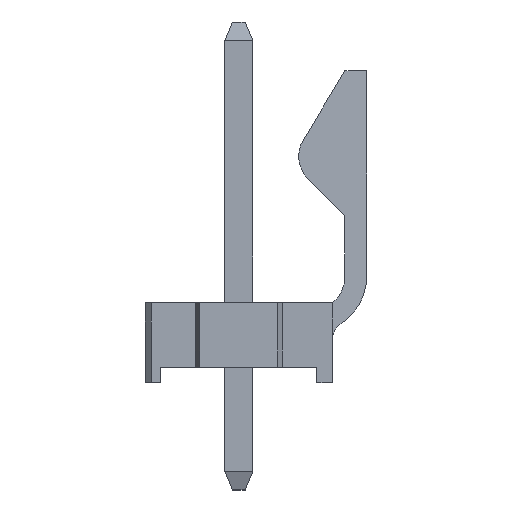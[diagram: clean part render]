
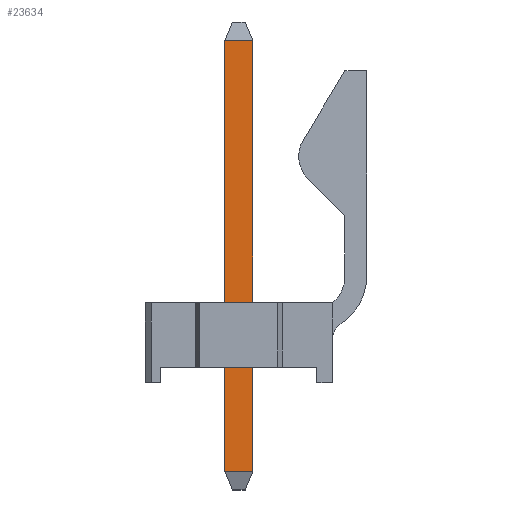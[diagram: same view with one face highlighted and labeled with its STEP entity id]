
A CAD part, left-side view. The second image highlights one B-rep face of the part: STEP entity #23634.
In plain terms, the highlighted planar face has unit normal (-1, 0, 0).
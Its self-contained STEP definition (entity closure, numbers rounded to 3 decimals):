
#23340=CARTESIAN_POINT('',(-24.346,-0.572,-3.607));
#23341=VERTEX_POINT('',#23340);
#23371=CARTESIAN_POINT('',(-24.346,0.571,-3.607));
#23372=VERTEX_POINT('',#23371);
#23373=CARTESIAN_POINT('',(-24.346,-0.572,-3.607));
#23374=DIRECTION('',(0.0,1.0,0.0));
#23375=VECTOR('',#23374,1.143);
#23376=LINE('',#23373,#23375);
#23377=EDGE_CURVE('',#23341,#23372,#23376,.T.);
#23433=CARTESIAN_POINT('',(-24.346,-0.572,13.919));
#23434=VERTEX_POINT('',#23433);
#23441=CARTESIAN_POINT('',(-24.346,-0.572,-3.607));
#23442=DIRECTION('',(0.0,0.0,1.0));
#23443=VECTOR('',#23442,17.526);
#23444=LINE('',#23441,#23443);
#23445=EDGE_CURVE('',#23341,#23434,#23444,.T.);
#23522=CARTESIAN_POINT('',(-24.346,0.571,13.919));
#23523=VERTEX_POINT('',#23522);
#23524=CARTESIAN_POINT('',(-24.346,0.571,13.919));
#23525=DIRECTION('',(0.0,-1.0,0.0));
#23526=VECTOR('',#23525,1.143);
#23527=LINE('',#23524,#23526);
#23528=EDGE_CURVE('',#23523,#23434,#23527,.T.);
#23612=CARTESIAN_POINT('',(-24.346,0.571,-3.607));
#23613=DIRECTION('',(0.0,0.0,1.0));
#23614=VECTOR('',#23613,17.526);
#23615=LINE('',#23612,#23614);
#23616=EDGE_CURVE('',#23372,#23523,#23615,.T.);
#23623=CARTESIAN_POINT('',(-24.346,0.,4.775));
#23624=DIRECTION('',(1.0,0.0,0.0));
#23625=DIRECTION('',(0.0,0.0,1.0));
#23626=AXIS2_PLACEMENT_3D('',#23623,#23624,#23625);
#23627=PLANE('',#23626);
#23628=ORIENTED_EDGE('',*,*,#23377,.F.);
#23629=ORIENTED_EDGE('',*,*,#23445,.T.);
#23630=ORIENTED_EDGE('',*,*,#23528,.F.);
#23631=ORIENTED_EDGE('',*,*,#23616,.F.);
#23632=EDGE_LOOP('',(#23628,#23629,#23630,#23631));
#23633=FACE_OUTER_BOUND('',#23632,.T.);
#23634=ADVANCED_FACE('',(#23633),#23627,.F.);
